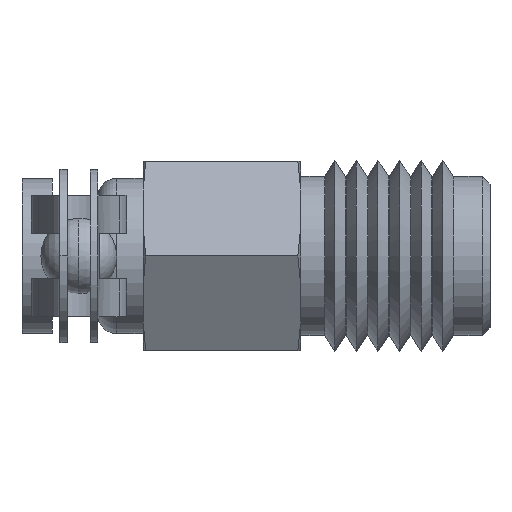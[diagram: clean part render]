
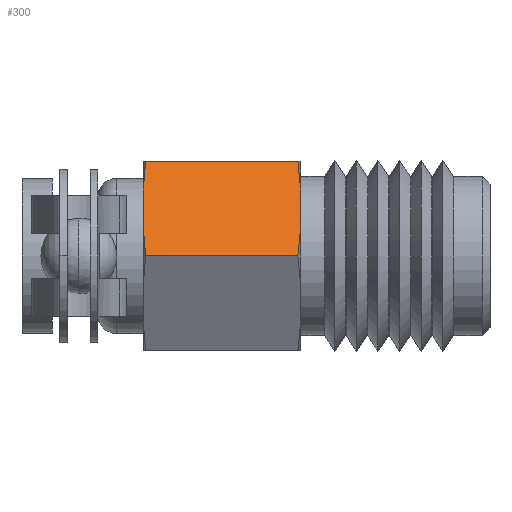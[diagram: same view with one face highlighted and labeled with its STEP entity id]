
A CAD part, left-side view. The second image highlights one B-rep face of the part: STEP entity #300.
In plain terms, the highlighted face is planar.
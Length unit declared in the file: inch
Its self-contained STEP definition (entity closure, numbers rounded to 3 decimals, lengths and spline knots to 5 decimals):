
#99 = EDGE_CURVE ( 'NONE', #110, #270, #5705, .T. ) ;
#107 = VERTEX_POINT ( 'NONE', #5557 ) ;
#110 = VERTEX_POINT ( 'NONE', #5549 ) ;
#120 = EDGE_CURVE ( 'NONE', #285, #107, #5544, .T. ) ;
#121 = VERTEX_POINT ( 'NONE', #5639 ) ;
#122 = EDGE_LOOP ( 'NONE', ( #302, #301, #304, #303, #305, #274, #293, #273 ) ) ;
#125 = EDGE_CURVE ( 'NONE', #270, #127, #5636, .T. ) ;
#127 = VERTEX_POINT ( 'NONE', #5623 ) ;
#269 = EDGE_CURVE ( 'NONE', #121, #271, #1654, .T. ) ;
#270 = VERTEX_POINT ( 'NONE', #1698 ) ;
#271 = VERTEX_POINT ( 'NONE', #1729 ) ;
#272 = EDGE_CURVE ( 'NONE', #313, #271, #3076, .T. ) ;
#273 = ORIENTED_EDGE ( 'NONE', *, *, #99, .F. ) ;
#274 = ORIENTED_EDGE ( 'NONE', *, *, #275, .F. ) ;
#275 = EDGE_CURVE ( 'NONE', #127, #313, #3057, .T. ) ;
#285 = VERTEX_POINT ( 'NONE', #3042 ) ;
#290 = EDGE_CURVE ( 'NONE', #285, #110, #2953, .T. ) ;
#293 = ORIENTED_EDGE ( 'NONE', *, *, #125, .F. ) ;
#299 = EDGE_CURVE ( 'NONE', #121, #107, #2950, .T. ) ;
#300 = ADVANCED_FACE ( 'NONE', ( #3023 ), #3006, .F. ) ;
#301 = ORIENTED_EDGE ( 'NONE', *, *, #120, .T. ) ;
#302 = ORIENTED_EDGE ( 'NONE', *, *, #290, .F. ) ;
#303 = ORIENTED_EDGE ( 'NONE', *, *, #269, .T. ) ;
#304 = ORIENTED_EDGE ( 'NONE', *, *, #299, .F. ) ;
#305 = ORIENTED_EDGE ( 'NONE', *, *, #272, .F. ) ;
#313 = VERTEX_POINT ( 'NONE', #3025 ) ;
#1654 = LINE ( 'NONE', #1725, #1724 ) ;
#1698 = CARTESIAN_POINT ( 'NONE',  ( 0.208, -0.12169, 0.03923 ) ) ;
#1723 = DIRECTION ( 'NONE',  ( 0., -0.5, -0.866 ) ) ;
#1724 = VECTOR ( 'NONE', #1723, 39.37008 ) ;
#1725 = CARTESIAN_POINT ( 'NONE',  ( 0., -0.07217, 0.125 ) ) ;
#1729 = CARTESIAN_POINT ( 'NONE',  ( 0., -0.12169, 0.03923 ) ) ;
#2945 = CARTESIAN_POINT ( 'NONE',  ( 0.20729, -0.08725, 0.09889 ) ) ;
#2946 = CARTESIAN_POINT ( 'NONE',  ( 0.20599, -0.0797, 0.11196 ) ) ;
#2949 = CARTESIAN_POINT ( 'NONE',  ( 0.2043, -0.07217, 0.125 ) ) ;
#2950 = B_SPLINE_CURVE_WITH_KNOTS ( 'NONE', 3,
 ( #2988, #3041, #3021, #3034 ),
 .UNSPECIFIED., .F., .F.,
 ( 4, 4 ),
 ( 0.00508, 0.00623 ),
 .UNSPECIFIED. ) ;
#2952 = CARTESIAN_POINT ( 'NONE',  ( 0.208, -0.09482, 0.08577 ) ) ;
#2953 = B_SPLINE_CURVE_WITH_KNOTS ( 'NONE', 3,
 ( #2949, #2946, #2945, #2952 ),
 .UNSPECIFIED., .F., .F.,
 ( 4, 4 ),
 ( 0.00257, 0.00373 ),
 .UNSPECIFIED. ) ;
#2988 = CARTESIAN_POINT ( 'NONE',  ( 0., -0.09482, 0.08577 ) ) ;
#3006 = PLANE ( 'NONE',  #3018 ) ;
#3018 = AXIS2_PLACEMENT_3D ( 'NONE', #3024, #3033, #3037 ) ;
#3021 = CARTESIAN_POINT ( 'NONE',  ( 0.00177, -0.0797, 0.11196 ) ) ;
#3023 = FACE_OUTER_BOUND ( 'NONE', #122, .T. ) ;
#3024 = CARTESIAN_POINT ( 'NONE',  ( 0.208, -0.07217, 0.125 ) ) ;
#3025 = CARTESIAN_POINT ( 'NONE',  ( 0.00325, -0.14434, 0. ) ) ;
#3033 = DIRECTION ( 'NONE',  ( 0., 0.866, -0.5 ) ) ;
#3034 = CARTESIAN_POINT ( 'NONE',  ( 0.00325, -0.07217, 0.125 ) ) ;
#3037 = DIRECTION ( 'NONE',  ( 0., 0.5, 0.866 ) ) ;
#3041 = CARTESIAN_POINT ( 'NONE',  ( 0.00063, -0.08727, 0.09885 ) ) ;
#3042 = CARTESIAN_POINT ( 'NONE',  ( 0.2043, -0.07217, 0.125 ) ) ;
#3054 = DIRECTION ( 'NONE',  ( -1., 0., 0. ) ) ;
#3055 = VECTOR ( 'NONE', #3054, 39.37008 ) ;
#3056 = CARTESIAN_POINT ( 'NONE',  ( 0.208, -0.14434, 0. ) ) ;
#3057 = LINE ( 'NONE', #3056, #3055 ) ;
#3076 = B_SPLINE_CURVE_WITH_KNOTS ( 'NONE', 3,
 ( #3080, #3079, #3078, #3077 ),
 .UNSPECIFIED., .F., .F.,
 ( 4, 4 ),
 ( 0.00257, 0.00372 ),
 .UNSPECIFIED. ) ;
#3077 = CARTESIAN_POINT ( 'NONE',  ( 0., -0.12169, 0.03923 ) ) ;
#3078 = CARTESIAN_POINT ( 'NONE',  ( 0.00063, -0.12926, 0.02612 ) ) ;
#3079 = CARTESIAN_POINT ( 'NONE',  ( 0.00176, -0.1368, 0.01305 ) ) ;
#3080 = CARTESIAN_POINT ( 'NONE',  ( 0.00325, -0.14434, 0. ) ) ;
#5544 = LINE ( 'NONE', #5643, #5642 ) ;
#5549 = CARTESIAN_POINT ( 'NONE',  ( 0.208, -0.09482, 0.08577 ) ) ;
#5557 = CARTESIAN_POINT ( 'NONE',  ( 0.00325, -0.07217, 0.125 ) ) ;
#5619 = CARTESIAN_POINT ( 'NONE',  ( 0.2043, -0.14434, 0. ) ) ;
#5620 = CARTESIAN_POINT ( 'NONE',  ( 0.20599, -0.13681, 0.01303 ) ) ;
#5621 = CARTESIAN_POINT ( 'NONE',  ( 0.20729, -0.12924, 0.02615 ) ) ;
#5622 = CARTESIAN_POINT ( 'NONE',  ( 0.208, -0.12169, 0.03923 ) ) ;
#5623 = CARTESIAN_POINT ( 'NONE',  ( 0.2043, -0.14434, 0. ) ) ;
#5636 = B_SPLINE_CURVE_WITH_KNOTS ( 'NONE', 3,
 ( #5622, #5621, #5620, #5619 ),
 .UNSPECIFIED., .F., .F.,
 ( 4, 4 ),
 ( 0.00509, 0.00623 ),
 .UNSPECIFIED. ) ;
#5639 = CARTESIAN_POINT ( 'NONE',  ( 0., -0.09482, 0.08577 ) ) ;
#5641 = DIRECTION ( 'NONE',  ( -1., 0., 0. ) ) ;
#5642 = VECTOR ( 'NONE', #5641, 39.37008 ) ;
#5643 = CARTESIAN_POINT ( 'NONE',  ( 0.208, -0.07217, 0.125 ) ) ;
#5652 = VECTOR ( 'NONE', #5657, 39.37008 ) ;
#5657 = DIRECTION ( 'NONE',  ( 0., -0.5, -0.866 ) ) ;
#5658 = CARTESIAN_POINT ( 'NONE',  ( 0.208, -0.07217, 0.125 ) ) ;
#5705 = LINE ( 'NONE', #5658, #5652 ) ;
